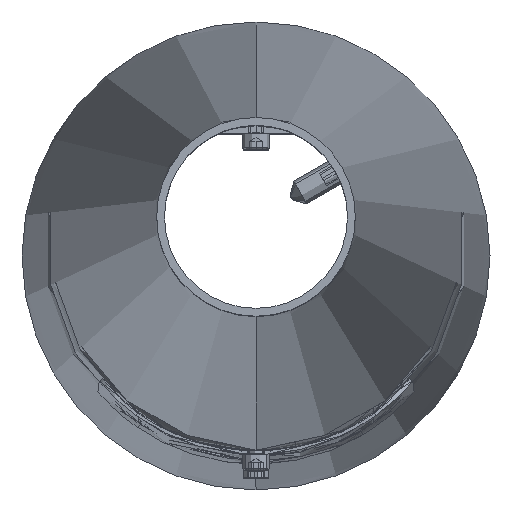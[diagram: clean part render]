
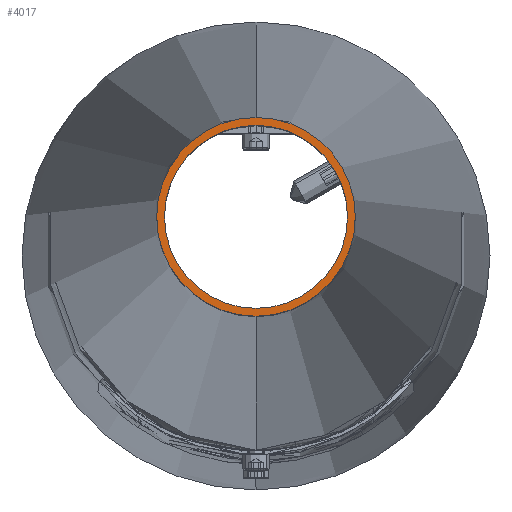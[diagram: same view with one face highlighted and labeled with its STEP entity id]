
A CAD part, top view. The second image highlights one B-rep face of the part: STEP entity #4017.
In plain terms, the highlighted face is planar.
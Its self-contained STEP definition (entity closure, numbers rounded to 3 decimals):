
#77 = DIRECTION ( 'NONE',  ( 0., 0., -1. ) ) ;
#100 = CARTESIAN_POINT ( 'NONE',  ( 0., 8600., 0. ) ) ;
#280 = VERTEX_POINT ( 'NONE', #2529 ) ;
#449 = DIRECTION ( 'NONE',  ( 0., -1., 0. ) ) ;
#480 = EDGE_CURVE ( 'NONE', #4291, #3383, #1697, .T. ) ;
#620 = DIRECTION ( 'NONE',  ( 0., -1., 0. ) ) ;
#692 = CARTESIAN_POINT ( 'NONE',  ( 0., 8600., 0. ) ) ;
#809 = AXIS2_PLACEMENT_3D ( 'NONE', #692, #620, #3654 ) ;
#1219 = EDGE_CURVE ( 'NONE', #280, #2159, #2854, .T. ) ;
#1223 = CARTESIAN_POINT ( 'NONE',  ( -38., 8600., 0. ) ) ;
#1238 = CARTESIAN_POINT ( 'NONE',  ( 0., 8600., -35. ) ) ;
#1602 = DIRECTION ( 'NONE',  ( 0., 0., 1. ) ) ;
#1697 = CIRCLE ( 'NONE', #3170, 38. ) ;
#1788 = AXIS2_PLACEMENT_3D ( 'NONE', #1223, #3442, #1602 ) ;
#1965 = FACE_OUTER_BOUND ( 'NONE', #3343, .T. ) ;
#2103 = CIRCLE ( 'NONE', #809, 38. ) ;
#2125 = DIRECTION ( 'NONE',  ( 0., 0., -1. ) ) ;
#2159 = VERTEX_POINT ( 'NONE', #1238 ) ;
#2197 = CARTESIAN_POINT ( 'NONE',  ( 0., 8600., 0. ) ) ;
#2245 = ORIENTED_EDGE ( 'NONE', *, *, #2614, .F. ) ;
#2327 = CIRCLE ( 'NONE', #2706, 35. ) ;
#2367 = FACE_BOUND ( 'NONE', #3426, .T. ) ;
#2479 = CARTESIAN_POINT ( 'NONE',  ( 0., 8600., 0. ) ) ;
#2529 = CARTESIAN_POINT ( 'NONE',  ( 0., 8600., 35. ) ) ;
#2563 = ORIENTED_EDGE ( 'NONE', *, *, #480, .F. ) ;
#2614 = EDGE_CURVE ( 'NONE', #3383, #4291, #2103, .T. ) ;
#2706 = AXIS2_PLACEMENT_3D ( 'NONE', #100, #449, #77 ) ;
#2854 = CIRCLE ( 'NONE', #4516, 35. ) ;
#2908 = ORIENTED_EDGE ( 'NONE', *, *, #3963, .T. ) ;
#3057 = ORIENTED_EDGE ( 'NONE', *, *, #1219, .T. ) ;
#3170 = AXIS2_PLACEMENT_3D ( 'NONE', #2479, #4687, #2125 ) ;
#3314 = DIRECTION ( 'NONE',  ( 0., 0., -1. ) ) ;
#3343 = EDGE_LOOP ( 'NONE', ( #2563, #2245 ) ) ;
#3383 = VERTEX_POINT ( 'NONE', #4076 ) ;
#3426 = EDGE_LOOP ( 'NONE', ( #2908, #3057 ) ) ;
#3442 = DIRECTION ( 'NONE',  ( 0., 1., 0. ) ) ;
#3654 = DIRECTION ( 'NONE',  ( 0., 0., -1. ) ) ;
#3676 = DIRECTION ( 'NONE',  ( 0., -1., 0. ) ) ;
#3963 = EDGE_CURVE ( 'NONE', #2159, #280, #2327, .T. ) ;
#4017 = ADVANCED_FACE ( 'NONE', ( #2367, #1965 ), #4563, .T. ) ;
#4076 = CARTESIAN_POINT ( 'NONE',  ( 0., 8600., 38. ) ) ;
#4291 = VERTEX_POINT ( 'NONE', #4842 ) ;
#4516 = AXIS2_PLACEMENT_3D ( 'NONE', #2197, #3676, #3314 ) ;
#4563 = PLANE ( 'NONE',  #1788 ) ;
#4687 = DIRECTION ( 'NONE',  ( 0., -1., 0. ) ) ;
#4842 = CARTESIAN_POINT ( 'NONE',  ( 0., 8600., -38. ) ) ;
